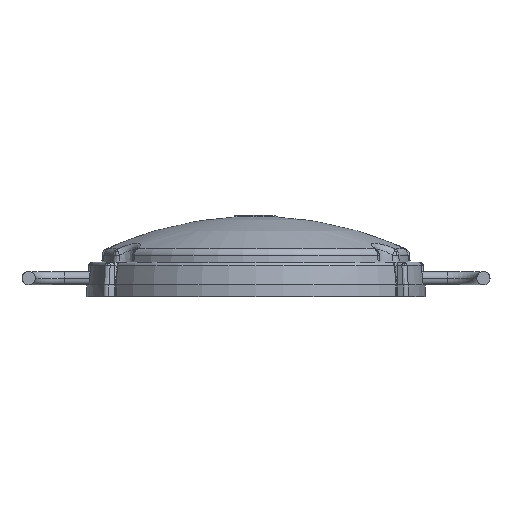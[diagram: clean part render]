
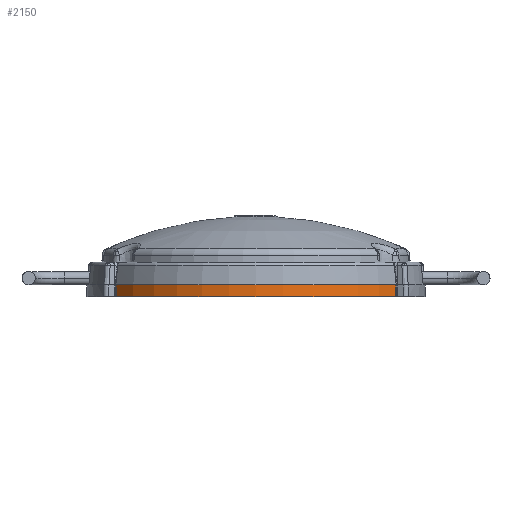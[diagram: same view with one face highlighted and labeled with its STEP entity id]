
A CAD part, left-side view. The second image highlights one B-rep face of the part: STEP entity #2150.
In plain terms, the highlighted cylindrical face has radius 23 mm (diameter 46 mm), a partial arc.
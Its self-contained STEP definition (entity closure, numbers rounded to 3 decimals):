
#1510=CARTESIAN_POINT('',(-19.022,-12.929,0.));
#1520=DIRECTION('',(0.,0.,1.));
#1530=VECTOR('',#1520,1.);
#1540=LINE('',#1510,#1530);
#1550=CARTESIAN_POINT('',(-19.022,-12.929,0.));
#1560=VERTEX_POINT('',#1550);
#1570=CARTESIAN_POINT('',(-19.022,-12.929,1.6));
#1580=VERTEX_POINT('',#1570);
#1590=EDGE_CURVE('',#1560,#1580,#1540,.T.);
#1830=CARTESIAN_POINT('',(0.,0.,0.));
#1840=DIRECTION('',(0.,0.,1.));
#1850=DIRECTION('',(1.,0.,0.));
#1860=AXIS2_PLACEMENT_3D('',#1830,#1840,#1850);
#1870=CYLINDRICAL_SURFACE('',#1860,23.);
#1880=CARTESIAN_POINT('',(19.022,-12.929,0.));
#1890=DIRECTION('',(0.,0.,1.));
#1900=VECTOR('',#1890,1.);
#1910=LINE('',#1880,#1900);
#1920=CARTESIAN_POINT('',(19.022,-12.929,0.));
#1930=VERTEX_POINT('',#1920);
#1940=CARTESIAN_POINT('',(19.022,-12.929,1.6));
#1950=VERTEX_POINT('',#1940);
#1960=EDGE_CURVE('',#1930,#1950,#1910,.T.);
#1970=ORIENTED_EDGE('',*,*,#1960,.T.);
#1980=CARTESIAN_POINT('',(0.,0.,0.));
#1990=DIRECTION('',(0.,0.,1.));
#2000=DIRECTION('',(1.,0.,0.));
#2010=AXIS2_PLACEMENT_3D('',#1980,#1990,#2000);
#2020=CIRCLE('',#2010,23.);
#2030=EDGE_CURVE('',#1560,#1930,#2020,.T.);
#2040=ORIENTED_EDGE('',*,*,#2030,.T.);
#2050=ORIENTED_EDGE('',*,*,#1590,.F.);
#2060=CARTESIAN_POINT('',(0.,0.,1.6))
;
#2070=DIRECTION('',(0.,0.,1.));
#2080=DIRECTION('',(1.,0.,0.));
#2090=AXIS2_PLACEMENT_3D('',#2060,#2070,#2080);
#2100=CIRCLE('',#2090,23.);
#2110=EDGE_CURVE('',#1580,#1950,#2100,.T.);
#2120=ORIENTED_EDGE('',*,*,#2110,.F.);
#2130=EDGE_LOOP('',(#2120,#2050,#2040,#1970));
#2140=FACE_OUTER_BOUND('',#2130,.T.);
#2150=ADVANCED_FACE('',(#2140),#1870,.T.);
